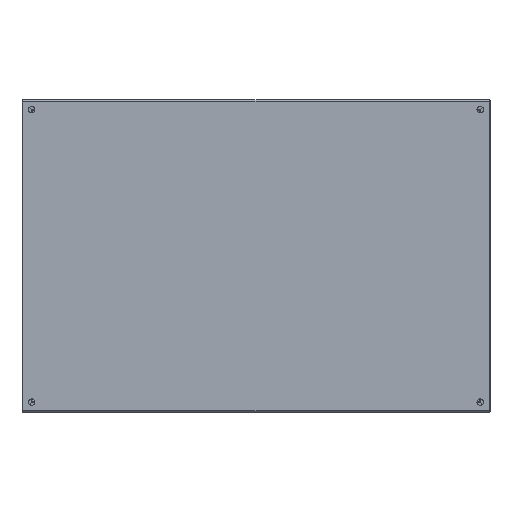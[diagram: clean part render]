
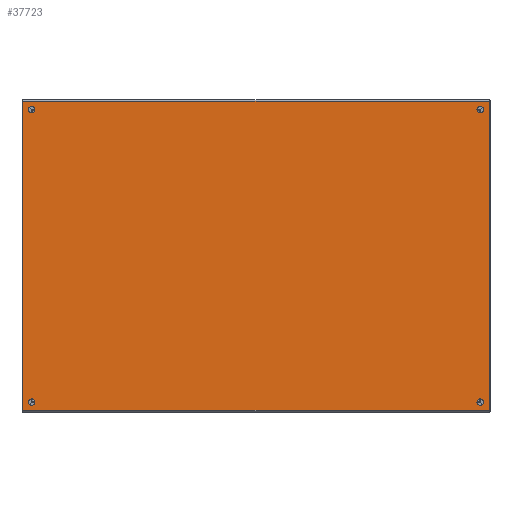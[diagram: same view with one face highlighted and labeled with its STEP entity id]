
A CAD part, top view. The second image highlights one B-rep face of the part: STEP entity #37723.
In plain terms, the highlighted face is planar.
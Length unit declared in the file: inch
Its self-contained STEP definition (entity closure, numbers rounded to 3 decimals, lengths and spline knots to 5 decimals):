
#238 = CARTESIAN_POINT ( 'NONE',  ( 0., 35.928, -11.892 ) ) ;
#489 = EDGE_CURVE ( 'NONE', #14700, #42927, #18016, .T. ) ;
#554 = FACE_BOUND ( 'NONE', #26352, .T. ) ;
#564 = CARTESIAN_POINT ( 'NONE',  ( 0., 35.928, 11.892 ) ) ;
#955 = CIRCLE ( 'NONE', #6378, 0.25 ) ;
#1032 = FACE_BOUND ( 'NONE', #11320, .T. ) ;
#1064 = DIRECTION ( 'NONE',  ( 1., 0., 0. ) ) ;
#1204 = DIRECTION ( 'NONE',  ( 1., 0., 0. ) ) ;
#1683 = DIRECTION ( 'NONE',  ( 1., 0., 0. ) ) ;
#1882 = DIRECTION ( 'NONE',  ( 1., 0., 0. ) ) ;
#1924 = LINE ( 'NONE', #34879, #43693 ) ;
#2708 = CARTESIAN_POINT ( 'NONE',  ( 0., 35., -11.25 ) ) ;
#2961 = CARTESIAN_POINT ( 'NONE',  ( 0., 1., 11.25 ) ) ;
#3104 = VERTEX_POINT ( 'NONE', #2961 ) ;
#3132 = CARTESIAN_POINT ( 'NONE',  ( 0., 0.072, 11.892 ) ) ;
#3188 = CIRCLE ( 'NONE', #3991, 0.25 ) ;
#3451 = LINE ( 'NONE', #17424, #3690 ) ;
#3686 = EDGE_LOOP ( 'NONE', ( #4706, #19689 ) ) ;
#3690 = VECTOR ( 'NONE', #14224, 39.37008 ) ;
#3991 = AXIS2_PLACEMENT_3D ( 'NONE', #22762, #1204, #38267 ) ;
#4096 = DIRECTION ( 'NONE',  ( 0., 1., 0. ) ) ;
#4589 = CARTESIAN_POINT ( 'NONE',  ( 0., 0.072, 11.892 ) ) ;
#4706 = ORIENTED_EDGE ( 'NONE', *, *, #45932, .T. ) ;
#5261 = ORIENTED_EDGE ( 'NONE', *, *, #40639, .T. ) ;
#5269 = EDGE_CURVE ( 'NONE', #3104, #5339, #47979, .T. ) ;
#5339 = VERTEX_POINT ( 'NONE', #5581 ) ;
#5581 = CARTESIAN_POINT ( 'NONE',  ( 0., 0.5, 11.25 ) ) ;
#6378 = AXIS2_PLACEMENT_3D ( 'NONE', #25695, #9823, #35887 ) ;
#6624 = AXIS2_PLACEMENT_3D ( 'NONE', #35300, #1882, #31162 ) ;
#7548 = CARTESIAN_POINT ( 'NONE',  ( 0., 0.75, 11.25 ) ) ;
#7702 = ORIENTED_EDGE ( 'NONE', *, *, #489, .T. ) ;
#8011 = DIRECTION ( 'NONE',  ( 1., 0., 0. ) ) ;
#8971 = CIRCLE ( 'NONE', #6624, 0.25 ) ;
#8997 = DIRECTION ( 'NONE',  ( 0., -1., 0. ) ) ;
#9264 = CARTESIAN_POINT ( 'NONE',  ( 0., 0.75, 11.25 ) ) ;
#9823 = DIRECTION ( 'NONE',  ( 1., 0., 0. ) ) ;
#9972 = CIRCLE ( 'NONE', #16999, 0.25 ) ;
#11320 = EDGE_LOOP ( 'NONE', ( #25908, #5261 ) ) ;
#11426 = DIRECTION ( 'NONE',  ( 0., -1., 0. ) ) ;
#12025 = VERTEX_POINT ( 'NONE', #3132 ) ;
#12316 = ORIENTED_EDGE ( 'NONE', *, *, #46603, .F. ) ;
#14224 = DIRECTION ( 'NONE',  ( 0., 0., -1. ) ) ;
#14700 = VERTEX_POINT ( 'NONE', #36346 ) ;
#15063 = DIRECTION ( 'NONE',  ( 1., 0., 0. ) ) ;
#15279 = EDGE_LOOP ( 'NONE', ( #22819, #16871 ) ) ;
#15646 = FACE_BOUND ( 'NONE', #3686, .T. ) ;
#15893 = ORIENTED_EDGE ( 'NONE', *, *, #26110, .T. ) ;
#16234 = CARTESIAN_POINT ( 'NONE',  ( 0., 35., 11.25 ) ) ;
#16871 = ORIENTED_EDGE ( 'NONE', *, *, #24057, .T. ) ;
#16999 = AXIS2_PLACEMENT_3D ( 'NONE', #19629, #1064, #31307 ) ;
#17424 = CARTESIAN_POINT ( 'NONE',  ( 0., 35.928, -11.928 ) ) ;
#17609 = VERTEX_POINT ( 'NONE', #42898 ) ;
#18016 = CIRCLE ( 'NONE', #37477, 0.25 ) ;
#18866 = VERTEX_POINT ( 'NONE', #34185 ) ;
#19521 = DIRECTION ( 'NONE',  ( 0., -1., 0. ) ) ;
#19629 = CARTESIAN_POINT ( 'NONE',  ( 0., 35.25, -11.25 ) ) ;
#19637 = CIRCLE ( 'NONE', #46784, 0.25 ) ;
#19689 = ORIENTED_EDGE ( 'NONE', *, *, #5269, .T. ) ;
#21887 = ORIENTED_EDGE ( 'NONE', *, *, #37092, .T. ) ;
#22327 = ORIENTED_EDGE ( 'NONE', *, *, #26169, .T. ) ;
#22514 = LINE ( 'NONE', #238, #26841 ) ;
#22744 = DIRECTION ( 'NONE',  ( 0., -1., 0. ) ) ;
#22762 = CARTESIAN_POINT ( 'NONE',  ( 0., 35.25, 11.25 ) ) ;
#22819 = ORIENTED_EDGE ( 'NONE', *, *, #28964, .T. ) ;
#23715 = DIRECTION ( 'NONE',  ( 0., -1., 0. ) ) ;
#24057 = EDGE_CURVE ( 'NONE', #18866, #29107, #9972, .T. ) ;
#24555 = VECTOR ( 'NONE', #19521, 39.37008 ) ;
#25695 = CARTESIAN_POINT ( 'NONE',  ( 0., 0.75, -11.25 ) ) ;
#25908 = ORIENTED_EDGE ( 'NONE', *, *, #45562, .T. ) ;
#26110 = EDGE_CURVE ( 'NONE', #42927, #14700, #3188, .T. ) ;
#26169 = EDGE_CURVE ( 'NONE', #44816, #12025, #1924, .T. ) ;
#26352 = EDGE_LOOP ( 'NONE', ( #15893, #7702 ) ) ;
#26561 = VERTEX_POINT ( 'NONE', #41482 ) ;
#26667 = FACE_OUTER_BOUND ( 'NONE', #47264, .T. ) ;
#26841 = VECTOR ( 'NONE', #4096, 39.37008 ) ;
#28190 = VERTEX_POINT ( 'NONE', #45123 ) ;
#28964 = EDGE_CURVE ( 'NONE', #29107, #18866, #8971, .T. ) ;
#29107 = VERTEX_POINT ( 'NONE', #2708 ) ;
#30080 = PLANE ( 'NONE',  #45046 ) ;
#30561 = CIRCLE ( 'NONE', #31385, 0.25 ) ;
#31162 = DIRECTION ( 'NONE',  ( 0., -1., 0. ) ) ;
#31307 = DIRECTION ( 'NONE',  ( 0., -1., 0. ) ) ;
#31385 = AXIS2_PLACEMENT_3D ( 'NONE', #7548, #33644, #22744 ) ;
#31738 = CARTESIAN_POINT ( 'NONE',  ( 0., 0.072, -11.892 ) ) ;
#32464 = ORIENTED_EDGE ( 'NONE', *, *, #46583, .F. ) ;
#32880 = CARTESIAN_POINT ( 'NONE',  ( 0., 35.25, 11.25 ) ) ;
#33453 = VERTEX_POINT ( 'NONE', #564 ) ;
#33644 = DIRECTION ( 'NONE',  ( 1., 0., 0. ) ) ;
#33981 = FACE_BOUND ( 'NONE', #15279, .T. ) ;
#34185 = CARTESIAN_POINT ( 'NONE',  ( 0., 35.5, -11.25 ) ) ;
#34879 = CARTESIAN_POINT ( 'NONE',  ( 0., 0.072, 11.928 ) ) ;
#35300 = CARTESIAN_POINT ( 'NONE',  ( 0., 35.25, -11.25 ) ) ;
#35594 = AXIS2_PLACEMENT_3D ( 'NONE', #9264, #1683, #23715 ) ;
#35887 = DIRECTION ( 'NONE',  ( 0., -1., 0. ) ) ;
#36346 = CARTESIAN_POINT ( 'NONE',  ( 0., 35.5, 11.25 ) ) ;
#37092 = EDGE_CURVE ( 'NONE', #33453, #26561, #3451, .T. ) ;
#37477 = AXIS2_PLACEMENT_3D ( 'NONE', #32880, #15063, #11426 ) ;
#37723 = ADVANCED_FACE ( 'NONE', ( #26667, #1032, #33981, #15646, #554 ), #30080, .F. ) ;
#38267 = DIRECTION ( 'NONE',  ( 0., -1., 0. ) ) ;
#38328 = CARTESIAN_POINT ( 'NONE',  ( 0., 0.072, 11.928 ) ) ;
#40639 = EDGE_CURVE ( 'NONE', #17609, #28190, #955, .T. ) ;
#40999 = DIRECTION ( 'NONE',  ( 1., 0., 0. ) ) ;
#41482 = CARTESIAN_POINT ( 'NONE',  ( 0., 35.928, -11.892 ) ) ;
#42378 = CARTESIAN_POINT ( 'NONE',  ( 0., 0.75, -11.25 ) ) ;
#42898 = CARTESIAN_POINT ( 'NONE',  ( 0., 1., -11.25 ) ) ;
#42927 = VERTEX_POINT ( 'NONE', #16234 ) ;
#43640 = LINE ( 'NONE', #4589, #24555 ) ;
#43693 = VECTOR ( 'NONE', #46706, 39.37008 ) ;
#44816 = VERTEX_POINT ( 'NONE', #31738 ) ;
#44897 = DIRECTION ( 'NONE',  ( 0., -1., 0. ) ) ;
#45046 = AXIS2_PLACEMENT_3D ( 'NONE', #38328, #40999, #44897 ) ;
#45123 = CARTESIAN_POINT ( 'NONE',  ( 0., 0.5, -11.25 ) ) ;
#45562 = EDGE_CURVE ( 'NONE', #28190, #17609, #19637, .T. ) ;
#45932 = EDGE_CURVE ( 'NONE', #5339, #3104, #30561, .T. ) ;
#46583 = EDGE_CURVE ( 'NONE', #33453, #12025, #43640, .T. ) ;
#46603 = EDGE_CURVE ( 'NONE', #44816, #26561, #22514, .T. ) ;
#46706 = DIRECTION ( 'NONE',  ( 0., 0., 1. ) ) ;
#46784 = AXIS2_PLACEMENT_3D ( 'NONE', #42378, #8011, #8997 ) ;
#47264 = EDGE_LOOP ( 'NONE', ( #32464, #21887, #12316, #22327 ) ) ;
#47979 = CIRCLE ( 'NONE', #35594, 0.25 ) ;
